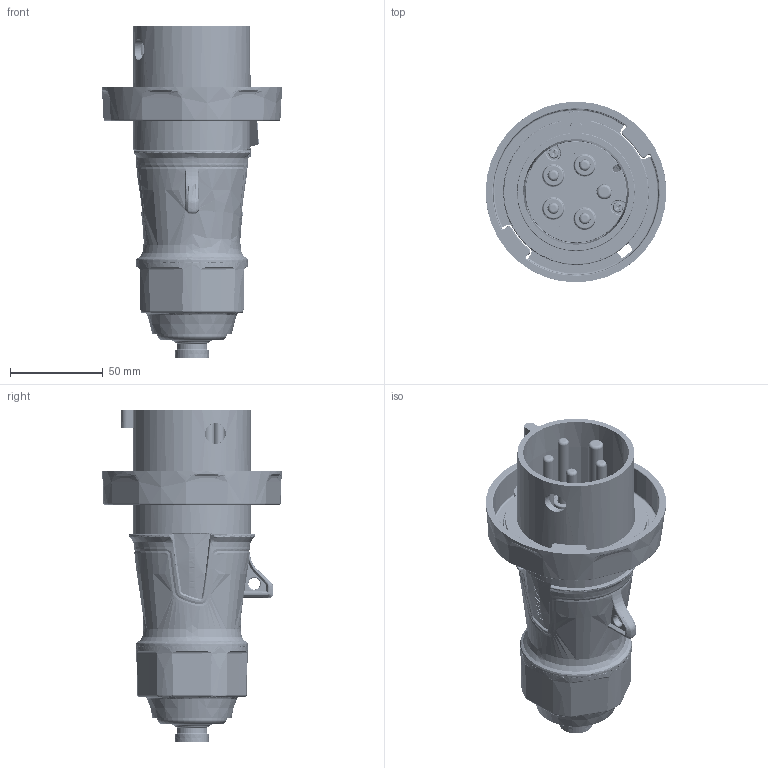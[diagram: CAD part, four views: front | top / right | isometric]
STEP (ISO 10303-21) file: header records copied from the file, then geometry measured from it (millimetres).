
FILE_DESCRIPTION (( 'STEP AP214' ), '1' );
FILE_NAME ('ORB4209-M03.STEP', '2019-03-25T13:25:43', ( '' ), ( '' ), 'SwSTEP 2.0', 'SolidWorks 2017', '' );
FILE_SCHEMA (( 'AUTOMOTIVE_DESIGN' ));
Length unit declared in the file: inch
Products named in the file (23): BAB3845-M01; OGB6857-M01; COB3847-M01; OXB3548-M01; OXB3510-M01; BAB3844-M01; COB3509-M01_0.500"-0.625"; OG64547-M01-REF-PROJ-3197; BAB3846-M01; ORB4209-M03; BAB3900-M01; OG-61041-M01-REF-MM-REV-X01; OXB4825-M01; OXB3549-M01; OGB5221-M01_OGB5221-M01; COB4827-M01; OG61041-M01-REF-PROJ-3197; OXB3512-M01_OXB3512-M01; BAB4826-M01_0.750"; BAB3912-M01; ORB6117-M01; OXB3848-M01; BAB4825-M01_grommet
Assembly tree (32 placements, depth 3):
  ORB4209-M03
    BAB3900-M01
    OXB3510-M01
    COB3509-M01_0.500"-0.625"
    COB3847-M01
    BAB3844-M01
    OXB3848-M01
      BAB3845-M01
      OG61041-M01-REF-PROJ-3197  x2
      OXB3549-M01
      OXB3548-M01  x4
      BAB3846-M01
      OG64547-M01-REF-PROJ-3197
      OGB5221-M01_OGB5221-M01  x5
      OGB6857-M01
    BAB3912-M01
    OG-61041-M01-REF-MM-REV-X01  x2
    ORB6117-M01
    OXB4825-M01  x2
      BAB4826-M01_0.750"
      OXB3512-M01_OXB3512-M01
      BAB4825-M01_grommet
      COB4827-M01
Bounding box: 97.63 x 97.63 x 179.36 mm (x, y, z)
Volume: 276892.5 mm3; surface area: 197031.1 mm2
Topology: 33 solids, 33 shells, 5060 faces, 12818 edges, 7864 vertices
Faces by surface type: plane 1421, bspline 1276, cylinder 1108, cone 650, torus 345, sphere 260
Entity records: 181378 total; most frequent: CARTESIAN_POINT 90016, ORIENTED_EDGE 21192, DIRECTION 15651, EDGE_CURVE 10596, VERTEX_POINT 6527, AXIS2_PLACEMENT_3D 5999, EDGE_LOOP 4389, FACE_OUTER_BOUND 4212
